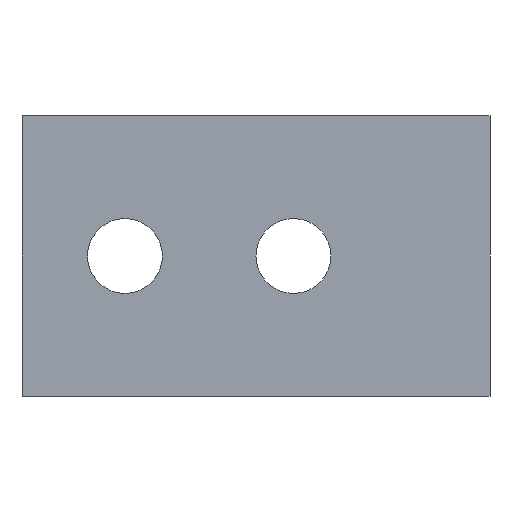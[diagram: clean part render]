
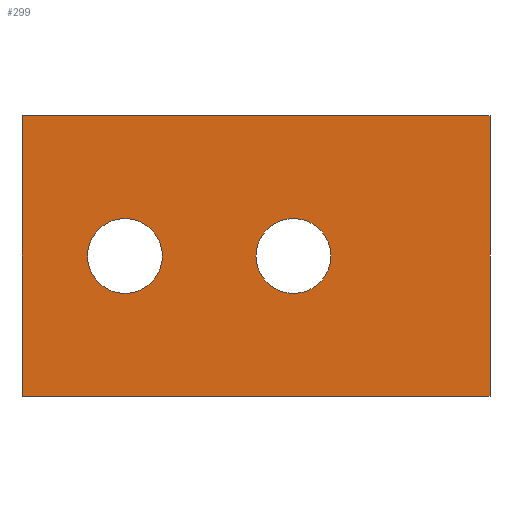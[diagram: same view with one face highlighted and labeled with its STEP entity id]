
A CAD part, front view. The second image highlights one B-rep face of the part: STEP entity #299.
In plain terms, the highlighted planar face has unit normal (0, -1, 0).
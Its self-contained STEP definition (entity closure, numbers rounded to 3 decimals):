
#8 = CARTESIAN_POINT ( 'NONE',  ( -50., 0., 30. ) ) ;
#10 = CARTESIAN_POINT ( 'NONE',  ( 0., 0., 0. ) ) ;
#14 = DIRECTION ( 'NONE',  ( 0., 0., -1. ) ) ;
#16 = DIRECTION ( 'NONE',  ( 1., 0., 0. ) ) ;
#21 = CIRCLE ( 'NONE', #580, 4. ) ;
#28 = CIRCLE ( 'NONE', #579, 4. ) ;
#35 = CARTESIAN_POINT ( 'NONE',  ( 0., 0., 30. ) ) ;
#37 = PLANE ( 'NONE',  #558 ) ;
#41 = DIRECTION ( 'NONE',  ( 0., 1., 0. ) ) ;
#42 = DIRECTION ( 'NONE',  ( -1., 0., 0. ) ) ;
#47 = CARTESIAN_POINT ( 'NONE',  ( -39., 0., 15. ) ) ;
#50 = DIRECTION ( 'NONE',  ( 0., 1., 0. ) ) ;
#65 = EDGE_CURVE ( 'NONE', #126, #100, #513, .T. ) ;
#68 = EDGE_CURVE ( 'NONE', #167, #126, #502, .T. ) ;
#74 = EDGE_CURVE ( 'NONE', #167, #124, #497, .T. ) ;
#91 = VERTEX_POINT ( 'NONE', #460 ) ;
#95 = VERTEX_POINT ( 'NONE', #432 ) ;
#99 = ORIENTED_EDGE ( 'NONE', *, *, #371, .T. ) ;
#100 = VERTEX_POINT ( 'NONE', #451 ) ;
#122 = VERTEX_POINT ( 'NONE', #427 ) ;
#124 = VERTEX_POINT ( 'NONE', #461 ) ;
#126 = VERTEX_POINT ( 'NONE', #437 ) ;
#127 = ORIENTED_EDGE ( 'NONE', *, *, #364, .T. ) ;
#141 = VERTEX_POINT ( 'NONE', #449 ) ;
#144 = ORIENTED_EDGE ( 'NONE', *, *, #382, .F. ) ;
#148 = ORIENTED_EDGE ( 'NONE', *, *, #365, .T. ) ;
#155 = ORIENTED_EDGE ( 'NONE', *, *, #68, .T. ) ;
#165 = ORIENTED_EDGE ( 'NONE', *, *, #65, .T. ) ;
#166 = ORIENTED_EDGE ( 'NONE', *, *, #356, .T. ) ;
#167 = VERTEX_POINT ( 'NONE', #456 ) ;
#171 = ORIENTED_EDGE ( 'NONE', *, *, #74, .F. ) ;
#188 = DIRECTION ( 'NONE',  ( -1., 0., 0. ) ) ;
#217 = VECTOR ( 'NONE', #265, 1000. ) ;
#252 = CARTESIAN_POINT ( 'NONE',  ( -39., 0., 15. ) ) ;
#258 = DIRECTION ( 'NONE',  ( 0., 1., 0. ) ) ;
#265 = DIRECTION ( 'NONE',  ( 0., 0., -1. ) ) ;
#269 = DIRECTION ( 'NONE',  ( -1., 0., 0. ) ) ;
#275 = CARTESIAN_POINT ( 'NONE',  ( 0., 0., 30. ) ) ;
#299 = ADVANCED_FACE ( 'NONE', ( #518, #517, #521 ), #37, .F. ) ;
#315 = CIRCLE ( 'NONE', #576, 4. ) ;
#356 = EDGE_CURVE ( 'NONE', #122, #141, #315, .T. ) ;
#364 = EDGE_CURVE ( 'NONE', #141, #122, #28, .T. ) ;
#365 = EDGE_CURVE ( 'NONE', #91, #95, #21, .T. ) ;
#371 = EDGE_CURVE ( 'NONE', #95, #91, #546, .T. ) ;
#382 = EDGE_CURVE ( 'NONE', #124, #100, #492, .T. ) ;
#385 = DIRECTION ( 'NONE',  ( 0., 1., 0. ) ) ;
#386 = CARTESIAN_POINT ( 'NONE',  ( -21., 0., 15. ) ) ;
#399 = DIRECTION ( 'NONE',  ( -1., 0., 0. ) ) ;
#401 = CARTESIAN_POINT ( 'NONE',  ( -21., 0., 15. ) ) ;
#402 = DIRECTION ( 'NONE',  ( -1., 0., 0. ) ) ;
#404 = DIRECTION ( 'NONE',  ( 0., 1., 0. ) ) ;
#427 = CARTESIAN_POINT ( 'NONE',  ( -25., 0., 15. ) ) ;
#432 = CARTESIAN_POINT ( 'NONE',  ( -35., 0., 15. ) ) ;
#433 = DIRECTION ( 'NONE',  ( 1., 0., 0. ) ) ;
#437 = CARTESIAN_POINT ( 'NONE',  ( -50., 0., 0. ) ) ;
#442 = CARTESIAN_POINT ( 'NONE',  ( 0., 0., 30. ) ) ;
#449 = CARTESIAN_POINT ( 'NONE',  ( -17., 0., 15. ) ) ;
#451 = CARTESIAN_POINT ( 'NONE',  ( 0., 0., 0. ) ) ;
#456 = CARTESIAN_POINT ( 'NONE',  ( -50., 0., 30. ) ) ;
#460 = CARTESIAN_POINT ( 'NONE',  ( -43., 0., 15. ) ) ;
#461 = CARTESIAN_POINT ( 'NONE',  ( 0., 0., 30. ) ) ;
#492 = LINE ( 'NONE', #275, #217 ) ;
#497 = LINE ( 'NONE', #442, #528 ) ;
#502 = LINE ( 'NONE', #8, #503 ) ;
#503 = VECTOR ( 'NONE', #14, 1000. ) ;
#513 = LINE ( 'NONE', #10, #524 ) ;
#517 = FACE_BOUND ( 'NONE', #656, .T. ) ;
#518 = FACE_BOUND ( 'NONE', #637, .T. ) ;
#521 = FACE_OUTER_BOUND ( 'NONE', #615, .T. ) ;
#524 = VECTOR ( 'NONE', #16, 1000. ) ;
#528 = VECTOR ( 'NONE', #433, 1000. ) ;
#546 = CIRCLE ( 'NONE', #584, 4. ) ;
#558 = AXIS2_PLACEMENT_3D ( 'NONE', #35, #41, #42 ) ;
#576 = AXIS2_PLACEMENT_3D ( 'NONE', #386, #385, #402 ) ;
#579 = AXIS2_PLACEMENT_3D ( 'NONE', #401, #404, #399 ) ;
#580 = AXIS2_PLACEMENT_3D ( 'NONE', #47, #50, #188 ) ;
#584 = AXIS2_PLACEMENT_3D ( 'NONE', #252, #258, #269 ) ;
#615 = EDGE_LOOP ( 'NONE', ( #165, #144, #171, #155 ) ) ;
#637 = EDGE_LOOP ( 'NONE', ( #166, #127 ) ) ;
#656 = EDGE_LOOP ( 'NONE', ( #148, #99 ) ) ;
